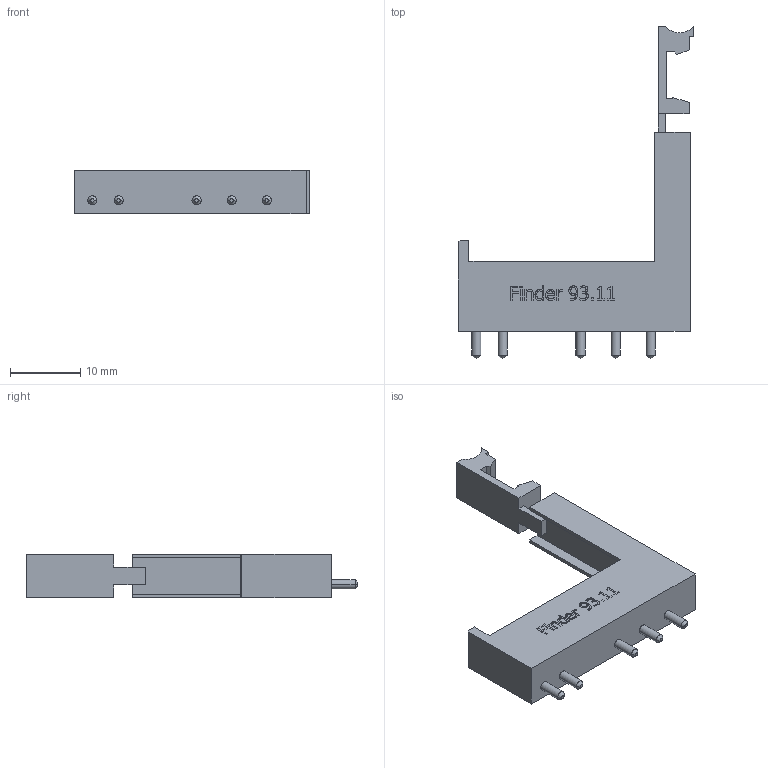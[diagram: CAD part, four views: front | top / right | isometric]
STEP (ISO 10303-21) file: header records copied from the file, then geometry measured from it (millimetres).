
FILE_DESCRIPTION (( 'STEP AP214' ), '1' );
FILE_NAME ('93.11.STEP', '2023-07-06T06:40:48', ( '' ), ( '' ), 'SwSTEP 2.0', 'SolidWorks 2013', '' );
FILE_SCHEMA (( 'AUTOMOTIVE_DESIGN' ));
Length unit declared in the file: inch
Products named in the file (4): asdasdasd3d3d; wdwdw3f; assaswdwd; 93.11
Assembly tree (7 placements, depth 2):
  93.11
    assaswdwd
    wdwdw3f
    asdasdasd3d3d  x5
Bounding box: 33.5 x 47.3 x 6.2 mm (x, y, z)
Volume: 2708.1 mm3; surface area: 2149.4 mm2
Topology: 7 solids, 7 shells, 236 faces, 611 edges, 404 vertices
Faces by surface type: plane 142, bspline 73, cylinder 11, cone 10
Entity records: 9907 total; most frequent: CARTESIAN_POINT 2122, ORIENTED_EDGE 1142, DIRECTION 731, EDGE_CURVE 571, VECTOR 417, LINE 417, VERTEX_POINT 380, EDGE_LOOP 227
